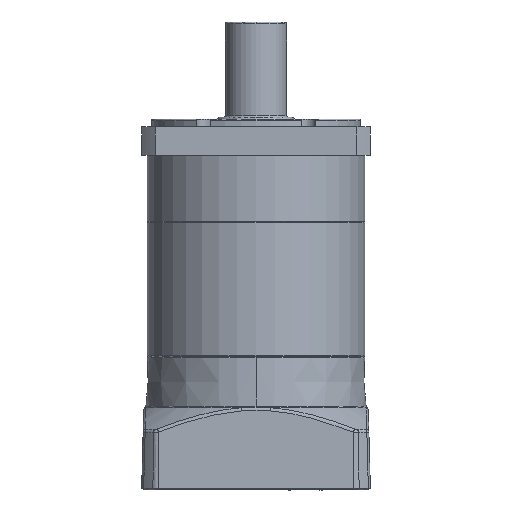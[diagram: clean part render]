
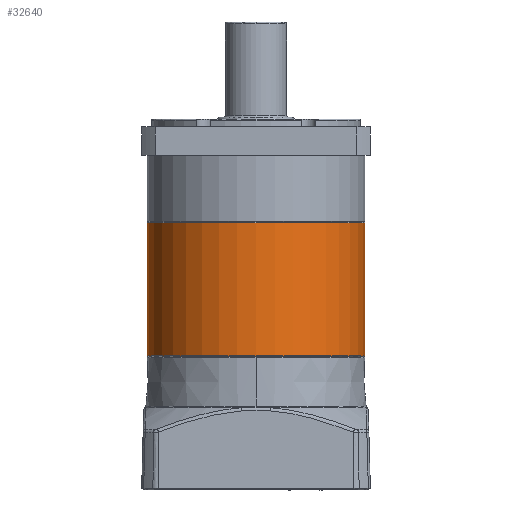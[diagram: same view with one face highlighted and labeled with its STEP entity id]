
A CAD part, front view. The second image highlights one B-rep face of the part: STEP entity #32640.
In plain terms, the highlighted cylindrical face has radius 57 mm (diameter 114 mm), a partial arc.
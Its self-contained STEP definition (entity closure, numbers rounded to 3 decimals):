
#481 = EDGE_CURVE ( 'NONE', #1227, #23160, #41184, .T. ) ;
#1155 = ORIENTED_EDGE ( 'NONE', *, *, #23753, .T. ) ;
#1227 = VERTEX_POINT ( 'NONE', #13863 ) ;
#2702 = VECTOR ( 'NONE', #25206, 1000. ) ;
#3378 = LINE ( 'NONE', #25065, #2702 ) ;
#6686 = EDGE_CURVE ( 'NONE', #12442, #19892, #13909, .T. ) ;
#8176 = EDGE_LOOP ( 'NONE', ( #26778, #13794, #18804, #1155, #27190 ) ) ;
#10256 = AXIS2_PLACEMENT_3D ( 'NONE', #40567, #40556, #40520 ) ;
#10464 = FACE_OUTER_BOUND ( 'NONE', #8176, .T. ) ;
#10998 = CYLINDRICAL_SURFACE ( 'NONE', #43933, 57. ) ;
#11009 = AXIS2_PLACEMENT_3D ( 'NONE', #30740, #30685, #30584 ) ;
#12336 = EDGE_CURVE ( 'NONE', #19892, #24102, #43627, .T. ) ;
#12442 = VERTEX_POINT ( 'NONE', #28498 ) ;
#13794 = ORIENTED_EDGE ( 'NONE', *, *, #6686, .T. ) ;
#13863 = CARTESIAN_POINT ( 'NONE',  ( -57., 0., 0.3 ) ) ;
#13909 = CIRCLE ( 'NONE', #10256, 57. ) ;
#15895 = EDGE_CURVE ( 'NONE', #12442, #23160, #3378, .T. ) ;
#18804 = ORIENTED_EDGE ( 'NONE', *, *, #12336, .T. ) ;
#18824 = CARTESIAN_POINT ( 'NONE',  ( -57., 0., 70.2 ) ) ;
#19892 = VERTEX_POINT ( 'NONE', #36252 ) ;
#23160 = VERTEX_POINT ( 'NONE', #42504 ) ;
#23753 = EDGE_CURVE ( 'NONE', #24102, #1227, #34066, .T. ) ;
#24102 = VERTEX_POINT ( 'NONE', #18824 ) ;
#25065 = CARTESIAN_POINT ( 'NONE',  ( 57., 0., 70.5 ) ) ;
#25206 = DIRECTION ( 'NONE',  ( 0., 0., -1. ) ) ;
#26778 = ORIENTED_EDGE ( 'NONE', *, *, #15895, .F. ) ;
#27190 = ORIENTED_EDGE ( 'NONE', *, *, #481, .T. ) ;
#28484 = DIRECTION ( 'NONE',  ( 0., 0., -1. ) ) ;
#28498 = CARTESIAN_POINT ( 'NONE',  ( 57., 0., 70.2 ) ) ;
#28537 = CARTESIAN_POINT ( 'NONE',  ( -57., 0., 70.5 ) ) ;
#30584 = DIRECTION ( 'NONE',  ( -1., 0., 0. ) ) ;
#30685 = DIRECTION ( 'NONE',  ( 0., 0., -1. ) ) ;
#30740 = CARTESIAN_POINT ( 'NONE',  ( 0., 0., 70.2 ) ) ;
#32640 = ADVANCED_FACE ( 'NONE', ( #10464 ), #10998, .T. ) ;
#34066 = LINE ( 'NONE', #28537, #34653 ) ;
#34653 = VECTOR ( 'NONE', #28484, 1000. ) ;
#36252 = CARTESIAN_POINT ( 'NONE',  ( 0., -57., 70.2 ) ) ;
#38243 = AXIS2_PLACEMENT_3D ( 'NONE', #41877, #41868, #41825 ) ;
#40520 = DIRECTION ( 'NONE',  ( -1., 0., 0. ) ) ;
#40556 = DIRECTION ( 'NONE',  ( 0., 0., -1. ) ) ;
#40567 = CARTESIAN_POINT ( 'NONE',  ( 0., 0., 70.2 ) ) ;
#41184 = CIRCLE ( 'NONE', #38243, 57. ) ;
#41825 = DIRECTION ( 'NONE',  ( -1., 0., 0. ) ) ;
#41868 = DIRECTION ( 'NONE',  ( 0., 0., 1. ) ) ;
#41877 = CARTESIAN_POINT ( 'NONE',  ( 0., 0., 0.3 ) ) ;
#42504 = CARTESIAN_POINT ( 'NONE',  ( 57., 0., 0.3 ) ) ;
#43627 = CIRCLE ( 'NONE', #11009, 57. ) ;
#43933 = AXIS2_PLACEMENT_3D ( 'NONE', #44562, #45393, #44257 ) ;
#44257 = DIRECTION ( 'NONE',  ( -1., 0., 0. ) ) ;
#44562 = CARTESIAN_POINT ( 'NONE',  ( 0., 0., 70.5 ) ) ;
#45393 = DIRECTION ( 'NONE',  ( 0., 0., -1. ) ) ;
